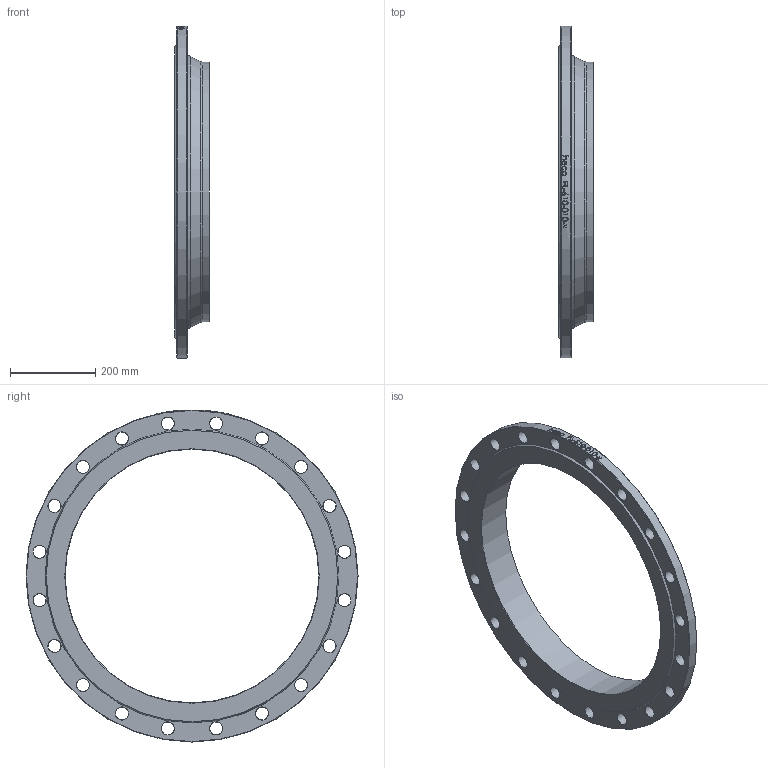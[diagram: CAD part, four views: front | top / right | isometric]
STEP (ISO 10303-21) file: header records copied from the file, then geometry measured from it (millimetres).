
FILE_DESCRIPTION (( 'STEP AP214' ), '1' );
FILE_NAME ('FL-610-010-x Vorschweissflansch PN10 Iso DIN2632 2009.STEP', '2020-09-03T11:00:36', ( '' ), ( '' ), 'SwSTEP 2.0', 'SolidWorks 2019', '' );
FILE_SCHEMA (( 'AUTOMOTIVE_DESIGN' ));
Length unit declared in the file: millimetre
Products named in the file (1): FL-610-010-x Vorschweissflansch PN10 Iso DIN2632 2009
Bounding box: 82 x 780 x 780 mm (x, y, z)
Volume: 6342205.5 mm3; surface area: 706885 mm2
Topology: 1 solids, 1 shells, 96 faces, 325 edges, 255 vertices
Faces by surface type: cylinder 45, cone 45, plane 4, torus 2
Full cylindrical faces by diameter (mm): 30 x20, 595.8 x1, 610 x1, 780 x1
Entity records: 7436 total; most frequent: CARTESIAN_POINT 4695, ORIENTED_EDGE 466, DIRECTION 463, EDGE_CURVE 233, VERTEX_POINT 233, EDGE_LOOP 232, AXIS2_PLACEMENT_3D 220, CIRCLE 123
